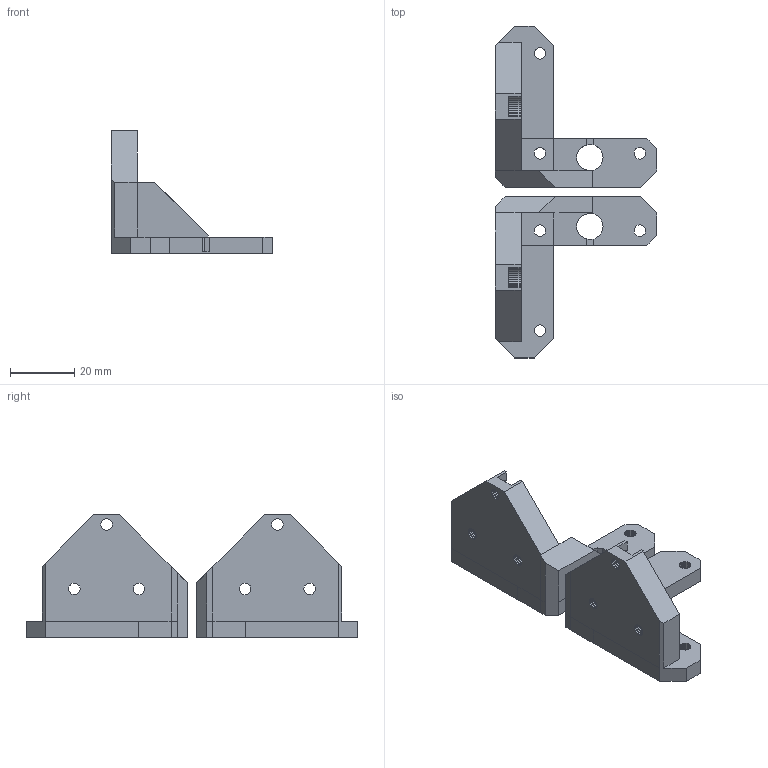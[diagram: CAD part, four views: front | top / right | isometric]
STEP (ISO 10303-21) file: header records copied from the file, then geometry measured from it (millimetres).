
FILE_DESCRIPTION(('FreeCAD Model'),'2;1');
FILE_NAME('z-axis-bottom.step', '2015-04-25T16:30:14',('Author'),(''), 'Open CASCADE STEP processor 6.8','FreeCAD','Unknown');
FILE_SCHEMA(('AUTOMOTIVE_DESIGN_CC2 { 1 2 10303 214 -1 1 5 4 }'));
Length unit declared in the file: millimetre
Products named in the file (1): Group006
Bounding box: 50 x 103 x 38 mm (x, y, z)
Volume: 31640.6 mm3; surface area: 13973.8 mm2
Topology: 2 solids, 2 shells, 650 faces, 1924 edges, 1278 vertices
Faces by surface type: plane 650
Entity records: 45278 total; most frequent: CARTESIAN_POINT 8755, DIRECTION 6020, LINE 4718, VECTOR 4718, ORIENTED_EDGE 3848, PCURVE 3848, DEFINITIONAL_REPRESENTATION 3848, EDGE_CURVE 1924
